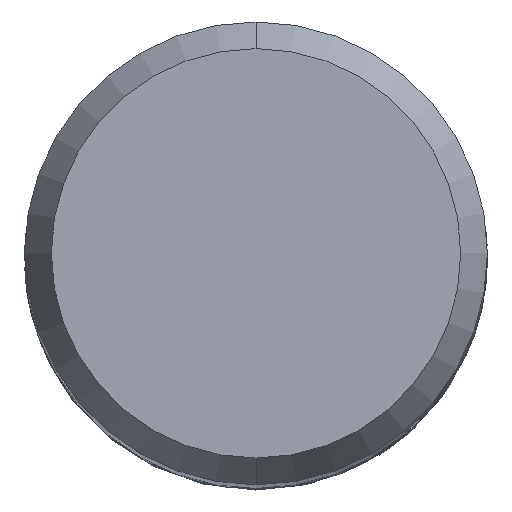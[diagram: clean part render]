
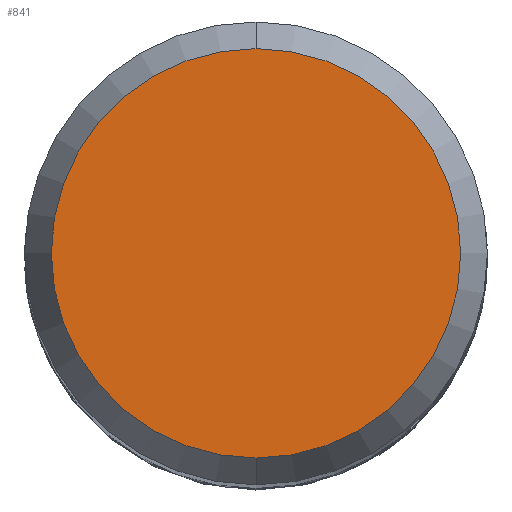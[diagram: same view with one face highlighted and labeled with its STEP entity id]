
A CAD part, top view. The second image highlights one B-rep face of the part: STEP entity #841.
In plain terms, the highlighted planar face has unit normal (0, 0, 1).
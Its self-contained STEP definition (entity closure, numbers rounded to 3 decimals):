
#757=VERTEX_POINT('',#1936);
#825=EDGE_CURVE('',#1157,#757,#2013,.T.);
#841=ADVANCED_FACE('',(#2030),#2031,.T.);
#1157=VERTEX_POINT('',#2374);
#1217=EDGE_CURVE('',#757,#1157,#2437,.T.);
#1936=CARTESIAN_POINT('',(0.,-4.423,0.0));
#2013=CIRCLE('',#5781,4.423);
#2030=FACE_OUTER_BOUND('',#6097,.T.);
#2031=PLANE('',#6098);
#2374=CARTESIAN_POINT('',(0.0,4.423,0.0));
#2437=CIRCLE('',#9884,4.423);
#5781=AXIS2_PLACEMENT_3D('',#14339,#14340,#14341);
#6097=EDGE_LOOP('',(#14350,#14351));
#6098=AXIS2_PLACEMENT_3D('',#14352,#14353,#14354);
#9884=AXIS2_PLACEMENT_3D('',#14768,#14769,#14770);
#14339=CARTESIAN_POINT('',(0.0,0.0,0.0));
#14340=DIRECTION('',(0.0,0.0,-1.0));
#14341=DIRECTION('',(0.0,1.0,0.0));
#14350=ORIENTED_EDGE('',*,*,#825,.F.);
#14351=ORIENTED_EDGE('',*,*,#1217,.F.);
#14352=CARTESIAN_POINT('',(0.0,2.211,0.0));
#14353=DIRECTION('',(-0.0,0.0,1.0));
#14354=DIRECTION('',(0.0,-1.0,0.0));
#14768=CARTESIAN_POINT('',(0.0,0.0,0.0));
#14769=DIRECTION('',(0.0,0.0,-1.0));
#14770=DIRECTION('',(0.0,1.0,0.0));
